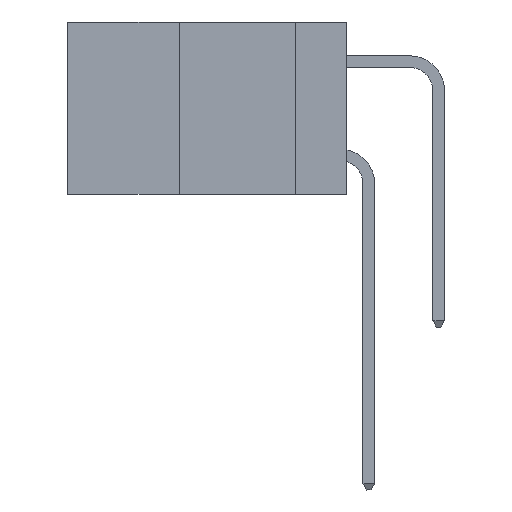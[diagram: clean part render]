
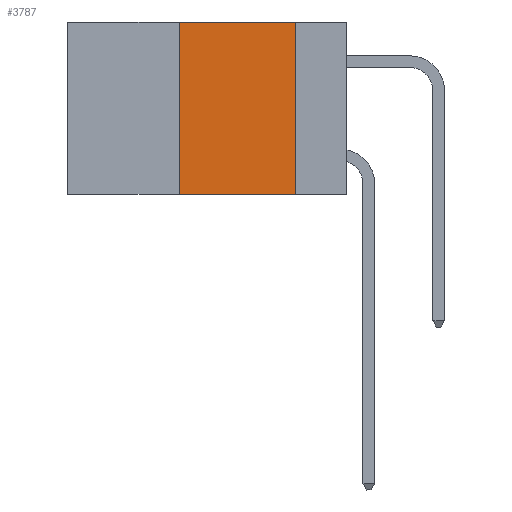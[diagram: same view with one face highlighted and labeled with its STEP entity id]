
A CAD part, left-side view. The second image highlights one B-rep face of the part: STEP entity #3787.
In plain terms, the highlighted planar face has unit normal (-1, 0, 0).
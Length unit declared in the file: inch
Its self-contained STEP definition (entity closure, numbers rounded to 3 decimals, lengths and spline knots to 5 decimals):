
#112 = VERTEX_POINT ( 'NONE', #10972 ) ;
#208 = DIRECTION ( 'NONE',  ( 1., 0., 0. ) ) ;
#252 = DIRECTION ( 'NONE',  ( 0., 0., -1. ) ) ;
#670 = LINE ( 'NONE', #9316, #10227 ) ;
#716 = ORIENTED_EDGE ( 'NONE', *, *, #6636, .F. ) ;
#868 = VERTEX_POINT ( 'NONE', #6504 ) ;
#1495 = CARTESIAN_POINT ( 'NONE',  ( 0., 0.11, 0. ) ) ;
#1880 = LINE ( 'NONE', #6493, #11019 ) ;
#3082 = FACE_OUTER_BOUND ( 'NONE', #6361, .T. ) ;
#3129 = LINE ( 'NONE', #8566, #8299 ) ;
#3787 = ADVANCED_FACE ( 'NONE', ( #3082 ), #9080, .F. ) ;
#4058 = ORIENTED_EDGE ( 'NONE', *, *, #6031, .F. ) ;
#4603 = CARTESIAN_POINT ( 'NONE',  ( 0., 0.6, 0. ) ) ;
#4847 = VECTOR ( 'NONE', #9974, 39.37008 ) ;
#5383 = CARTESIAN_POINT ( 'NONE',  ( 0., 0.6, 0. ) ) ;
#5562 = DIRECTION ( 'NONE',  ( 0., 0., 1. ) ) ;
#5640 = ORIENTED_EDGE ( 'NONE', *, *, #11484, .T. ) ;
#5854 = DIRECTION ( 'NONE',  ( 0., -1., 0. ) ) ;
#6031 = EDGE_CURVE ( 'NONE', #6511, #112, #1880, .T. ) ;
#6271 = CARTESIAN_POINT ( 'NONE',  ( 0., 0.36, -0.37 ) ) ;
#6361 = EDGE_LOOP ( 'NONE', ( #7119, #716, #4058, #5640 ) ) ;
#6493 = CARTESIAN_POINT ( 'NONE',  ( 0., 0.36, 0. ) ) ;
#6500 = VERTEX_POINT ( 'NONE', #1495 ) ;
#6504 = CARTESIAN_POINT ( 'NONE',  ( 0., 0.11, -0.37 ) ) ;
#6511 = VERTEX_POINT ( 'NONE', #6271 ) ;
#6636 = EDGE_CURVE ( 'NONE', #112, #6500, #7015, .T. ) ;
#7015 = LINE ( 'NONE', #4603, #4847 ) ;
#7119 = ORIENTED_EDGE ( 'NONE', *, *, #10813, .F. ) ;
#8049 = AXIS2_PLACEMENT_3D ( 'NONE', #5383, #208, #252 ) ;
#8299 = VECTOR ( 'NONE', #5854, 39.37008 ) ;
#8514 = DIRECTION ( 'NONE',  ( 0., 0., -1. ) ) ;
#8566 = CARTESIAN_POINT ( 'NONE',  ( 0., 0.6, -0.37 ) ) ;
#9080 = PLANE ( 'NONE',  #8049 ) ;
#9316 = CARTESIAN_POINT ( 'NONE',  ( 0., 0.11, 0. ) ) ;
#9974 = DIRECTION ( 'NONE',  ( 0., -1., 0. ) ) ;
#10227 = VECTOR ( 'NONE', #8514, 39.37008 ) ;
#10813 = EDGE_CURVE ( 'NONE', #6500, #868, #670, .T. ) ;
#10972 = CARTESIAN_POINT ( 'NONE',  ( 0., 0.36, 0. ) ) ;
#11019 = VECTOR ( 'NONE', #5562, 39.37008 ) ;
#11484 = EDGE_CURVE ( 'NONE', #6511, #868, #3129, .T. ) ;
